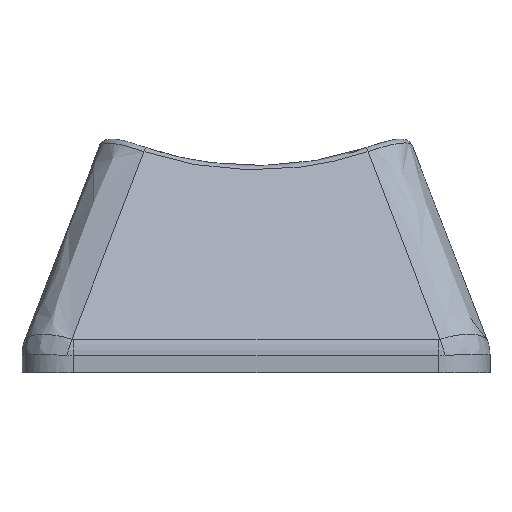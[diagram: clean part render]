
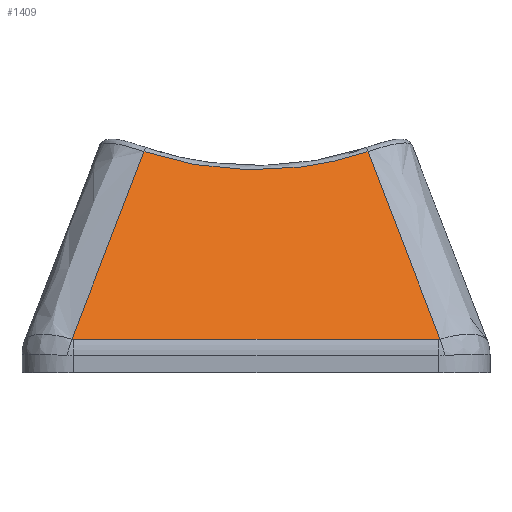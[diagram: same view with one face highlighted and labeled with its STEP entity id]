
A CAD part, front view. The second image highlights one B-rep face of the part: STEP entity #1409.
In plain terms, the highlighted planar face has unit normal (0, -0.906, 0.424).
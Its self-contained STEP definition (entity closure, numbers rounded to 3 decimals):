
#14=PLANE('',#1504);
#41=LINE('',#2364,#97);
#97=VECTOR('',#1578,10.);
#164=ELLIPSE('',#1486,1.179,0.5);
#166=ELLIPSE('',#1491,1.179,0.5);
#230=FACE_OUTER_BOUND('',#311,.T.);
#311=EDGE_LOOP('',(#1027,#1028,#1029,#1030,#1031,#1032));
#444=B_SPLINE_CURVE_WITH_KNOTS('',3,(#2809,#2810,#2811,#2812),
 .UNSPECIFIED.,.F.,.F.,(4,4),(-0.929,-0.078),
 .UNSPECIFIED.);
#446=B_SPLINE_CURVE_WITH_KNOTS('',3,(#2820,#2821,#2822,#2823),
 .UNSPECIFIED.,.F.,.F.,(4,4),(0.078,0.929),
 .UNSPECIFIED.);
#447=B_SPLINE_CURVE_WITH_KNOTS('',3,(#2824,#2825,#2826,#2827),
 .UNSPECIFIED.,.F.,.F.,(4,4),(-0.888,0.),.UNSPECIFIED.);
#547=VERTEX_POINT('',#2320);
#551=VERTEX_POINT('',#2354);
#553=VERTEX_POINT('',#2360);
#555=VERTEX_POINT('',#2381);
#581=VERTEX_POINT('',#2808);
#582=VERTEX_POINT('',#2819);
#709=EDGE_CURVE('',#547,#551,#164,.T.);
#712=EDGE_CURVE('',#551,#553,#41,.T.);
#715=EDGE_CURVE('',#553,#555,#166,.T.);
#754=EDGE_CURVE('',#555,#581,#444,.T.);
#756=EDGE_CURVE('',#582,#547,#446,.T.);
#757=EDGE_CURVE('',#581,#582,#447,.T.);
#1027=ORIENTED_EDGE('',*,*,#715,.F.);
#1028=ORIENTED_EDGE('',*,*,#712,.F.);
#1029=ORIENTED_EDGE('',*,*,#709,.F.);
#1030=ORIENTED_EDGE('',*,*,#756,.F.);
#1031=ORIENTED_EDGE('',*,*,#757,.F.);
#1032=ORIENTED_EDGE('',*,*,#754,.F.);
#1409=ADVANCED_FACE('',(#230),#14,.T.);
#1486=AXIS2_PLACEMENT_3D('',#2358,#1571,#1572);
#1491=AXIS2_PLACEMENT_3D('',#2385,#1583,#1584);
#1504=AXIS2_PLACEMENT_3D('',#2818,#1611,#1612);
#1571=DIRECTION('center_axis',(0.,0.906,-0.424));
#1572=DIRECTION('ref_axis',(0.,-0.424,-0.906));
#1578=DIRECTION('',(-1.,0.,0.));
#1583=DIRECTION('center_axis',(0.,0.906,-0.424));
#1584=DIRECTION('ref_axis',(0.,-0.424,-0.906));
#1611=DIRECTION('center_axis',(0.,-0.906,
0.424));
#1612=DIRECTION('ref_axis',(0.,-0.424,-0.906));
#2320=CARTESIAN_POINT('',(7.145,-8.935,0.311));
#2354=CARTESIAN_POINT('',(7.081,-8.939,0.302));
#2358=CARTESIAN_POINT('Origin',(7.081,-8.439,1.37));
#2360=CARTESIAN_POINT('',(-7.08,-8.939,0.302));
#2364=CARTESIAN_POINT('',(7.525,-8.939,0.302));
#2381=CARTESIAN_POINT('',(-7.145,-8.935,0.311));
#2385=CARTESIAN_POINT('Origin',(-7.08,-8.439,1.37));
#2808=CARTESIAN_POINT('',(-4.347,-5.527,7.588));
#2809=CARTESIAN_POINT('Ctrl Pts',(-7.145,-8.935,0.311));
#2810=CARTESIAN_POINT('Ctrl Pts',(-6.22,-7.798,2.739));
#2811=CARTESIAN_POINT('Ctrl Pts',(-5.289,-6.662,5.165));
#2812=CARTESIAN_POINT('Ctrl Pts',(-4.347,-5.527,7.588));
#2818=CARTESIAN_POINT('Origin',(5.969,-5.088,8.527));
#2819=CARTESIAN_POINT('',(4.347,-5.527,7.588));
#2820=CARTESIAN_POINT('Ctrl Pts',(4.347,-5.527,7.588));
#2821=CARTESIAN_POINT('Ctrl Pts',(5.289,-6.662,5.165));
#2822=CARTESIAN_POINT('Ctrl Pts',(6.22,-7.798,2.739));
#2823=CARTESIAN_POINT('Ctrl Pts',(7.145,-8.935,0.311));
#2824=CARTESIAN_POINT('Ctrl Pts',(-4.347,-5.527,7.588));
#2825=CARTESIAN_POINT('Ctrl Pts',(-1.575,-5.969,6.645));
#2826=CARTESIAN_POINT('Ctrl Pts',(1.575,-5.969,6.645));
#2827=CARTESIAN_POINT('Ctrl Pts',(4.347,-5.527,7.588));
